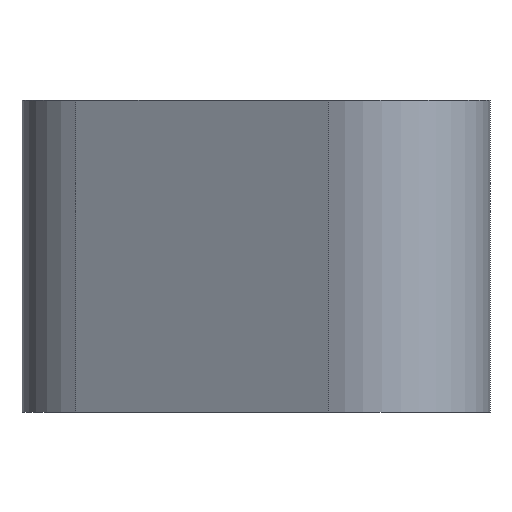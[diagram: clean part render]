
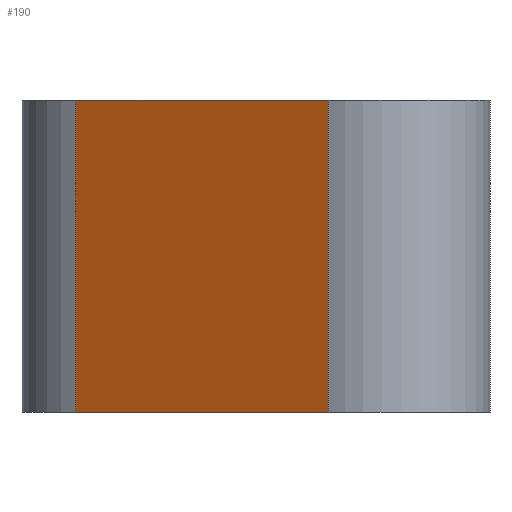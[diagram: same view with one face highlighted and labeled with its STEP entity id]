
A CAD part, left-side view. The second image highlights one B-rep face of the part: STEP entity #190.
In plain terms, the highlighted planar face has unit normal (-0.866, 0.5, 0).
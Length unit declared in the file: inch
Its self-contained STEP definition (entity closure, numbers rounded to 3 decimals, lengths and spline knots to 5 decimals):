
#14 = ORIENTED_EDGE ( 'NONE', *, *, #499, .F. ) ;
#75 = CARTESIAN_POINT ( 'NONE',  ( -0.03199, 0.05308, 0.02 ) ) ;
#84 = CARTESIAN_POINT ( 'NONE',  ( -0.05065, 0.02076, -0.02 ) ) ;
#111 = DIRECTION ( 'NONE',  ( 0., 0., -1. ) ) ;
#118 = VERTEX_POINT ( 'NONE', #84 ) ;
#129 = CARTESIAN_POINT ( 'NONE',  ( -0.05065, 0.02076, 0.02 ) ) ;
#158 = ORIENTED_EDGE ( 'NONE', *, *, #343, .F. ) ;
#164 = VERTEX_POINT ( 'NONE', #129 ) ;
#165 = CARTESIAN_POINT ( 'NONE',  ( -0.05065, 0.02076, 0.02 ) ) ;
#188 = EDGE_CURVE ( 'NONE', #164, #318, #248, .T. ) ;
#190 = ADVANCED_FACE ( 'NONE', ( #208 ), #236, .F. ) ;
#208 = FACE_OUTER_BOUND ( 'NONE', #398, .T. ) ;
#217 = AXIS2_PLACEMENT_3D ( 'NONE', #290, #351, #238 ) ;
#236 = PLANE ( 'NONE',  #217 ) ;
#238 = DIRECTION ( 'NONE',  ( -0.5, -0.866, 0. ) ) ;
#248 = LINE ( 'NONE', #634, #419 ) ;
#266 = LINE ( 'NONE', #165, #486 ) ;
#268 = EDGE_CURVE ( 'NONE', #318, #496, #459, .T. ) ;
#290 = CARTESIAN_POINT ( 'NONE',  ( -0.05065, 0.02076, 0.02 ) ) ;
#311 = VECTOR ( 'NONE', #111, 39.37008 ) ;
#318 = VERTEX_POINT ( 'NONE', #512 ) ;
#343 = EDGE_CURVE ( 'NONE', #164, #118, #266, .T. ) ;
#351 = DIRECTION ( 'NONE',  ( 0.866, -0.5, 0. ) ) ;
#386 = ORIENTED_EDGE ( 'NONE', *, *, #268, .T. ) ;
#397 = DIRECTION ( 'NONE',  ( 0., 0., -1. ) ) ;
#398 = EDGE_LOOP ( 'NONE', ( #14, #158, #586, #386 ) ) ;
#419 = VECTOR ( 'NONE', #576, 39.37008 ) ;
#422 = VECTOR ( 'NONE', #728, 39.37008 ) ;
#459 = LINE ( 'NONE', #75, #311 ) ;
#486 = VECTOR ( 'NONE', #397, 39.37008 ) ;
#496 = VERTEX_POINT ( 'NONE', #671 ) ;
#499 = EDGE_CURVE ( 'NONE', #118, #496, #575, .T. ) ;
#512 = CARTESIAN_POINT ( 'NONE',  ( -0.03199, 0.05308, 0.02 ) ) ;
#575 = LINE ( 'NONE', #731, #422 ) ;
#576 = DIRECTION ( 'NONE',  ( 0.5, 0.866, 0. ) ) ;
#586 = ORIENTED_EDGE ( 'NONE', *, *, #188, .T. ) ;
#634 = CARTESIAN_POINT ( 'NONE',  ( -0.05065, 0.02076, 0.02 ) ) ;
#671 = CARTESIAN_POINT ( 'NONE',  ( -0.03199, 0.05308, -0.02 ) ) ;
#728 = DIRECTION ( 'NONE',  ( 0.5, 0.866, 0. ) ) ;
#731 = CARTESIAN_POINT ( 'NONE',  ( -0.05065, 0.02076, -0.02 ) ) ;
